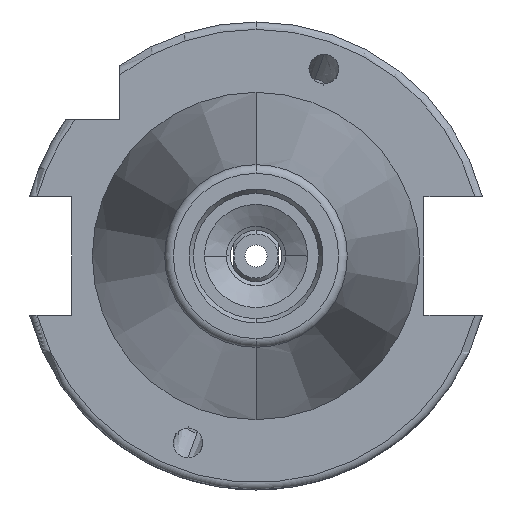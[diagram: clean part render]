
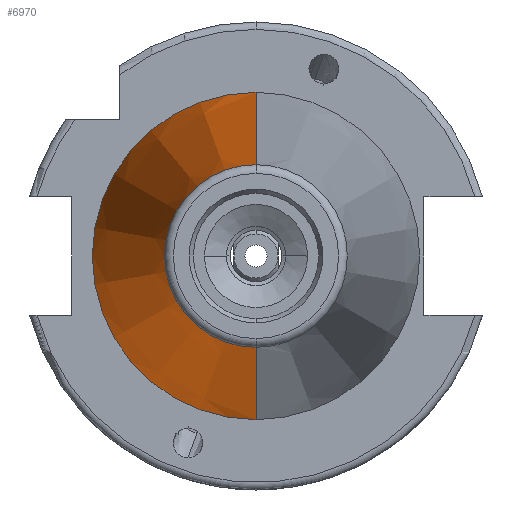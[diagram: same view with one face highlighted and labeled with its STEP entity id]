
A CAD part, left-side view. The second image highlights one B-rep face of the part: STEP entity #6970.
In plain terms, the highlighted conical face has half-angle 8.297 degrees and reference radius 22.225 mm.
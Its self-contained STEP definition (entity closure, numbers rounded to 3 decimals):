
#154 = VERTEX_POINT ( 'NONE', #1465 ) ;
#309 = AXIS2_PLACEMENT_3D ( 'NONE', #4603, #7214, #8558 ) ;
#755 = VERTEX_POINT ( 'NONE', #1990 ) ;
#1268 = CARTESIAN_POINT ( 'NONE',  ( -67.373, -12.4, 0. ) ) ;
#1391 = EDGE_CURVE ( 'NONE', #154, #8124, #2472, .T. ) ;
#1465 = CARTESIAN_POINT ( 'NONE',  ( 0., -22.225, 0. ) ) ;
#1762 = LINE ( 'NONE', #3259, #1764 ) ;
#1764 = VECTOR ( 'NONE', #3425, 1000. ) ;
#1812 = VERTEX_POINT ( 'NONE', #1268 ) ;
#1990 = CARTESIAN_POINT ( 'NONE',  ( -67.373, 12.4, 0. ) ) ;
#2082 = FACE_OUTER_BOUND ( 'NONE', #2634, .T. ) ;
#2472 = CIRCLE ( 'NONE', #7184, 22.225 ) ;
#2634 = EDGE_LOOP ( 'NONE', ( #4492, #4459, #4369, #4285 ) ) ;
#3141 = EDGE_CURVE ( 'NONE', #1812, #154, #8051, .T. ) ;
#3259 = CARTESIAN_POINT ( 'NONE',  ( 0., 22.225, 0. ) ) ;
#3425 = DIRECTION ( 'NONE',  ( 0.99, 0.144, 0. ) ) ;
#3508 = CIRCLE ( 'NONE', #7052, 12.4 ) ;
#3821 = DIRECTION ( 'NONE',  ( 0., -1., 0. ) ) ;
#3875 = DIRECTION ( 'NONE',  ( 0.99, -0.144, 0. ) ) ;
#3877 = DIRECTION ( 'NONE',  ( -1., 0., 0. ) ) ;
#3902 = CARTESIAN_POINT ( 'NONE',  ( 0., -22.225, 0. ) ) ;
#3931 = CARTESIAN_POINT ( 'NONE',  ( 0., 0., 0. ) ) ;
#4285 = ORIENTED_EDGE ( 'NONE', *, *, #5504, .F. ) ;
#4369 = ORIENTED_EDGE ( 'NONE', *, *, #1391, .T. ) ;
#4459 = ORIENTED_EDGE ( 'NONE', *, *, #3141, .T. ) ;
#4492 = ORIENTED_EDGE ( 'NONE', *, *, #4700, .F. ) ;
#4578 = CONICAL_SURFACE ( 'NONE', #309, 22.225, 0.145 ) ;
#4603 = CARTESIAN_POINT ( 'NONE',  ( 0., 0., 0. ) ) ;
#4700 = EDGE_CURVE ( 'NONE', #1812, #755, #3508, .T. ) ;
#5504 = EDGE_CURVE ( 'NONE', #755, #8124, #1762, .T. ) ;
#6043 = DIRECTION ( 'NONE',  ( 0., -1., 0. ) ) ;
#6063 = DIRECTION ( 'NONE',  ( -1., 0., 0. ) ) ;
#6075 = CARTESIAN_POINT ( 'NONE',  ( -67.373, 0., 0. ) ) ;
#6970 = ADVANCED_FACE ( 'NONE', ( #2082 ), #4578, .T. ) ;
#7052 = AXIS2_PLACEMENT_3D ( 'NONE', #6075, #6063, #6043 ) ;
#7184 = AXIS2_PLACEMENT_3D ( 'NONE', #3931, #3877, #3821 ) ;
#7214 = DIRECTION ( 'NONE',  ( 1., 0., 0. ) ) ;
#7699 = CARTESIAN_POINT ( 'NONE',  ( 0., 22.225, 0. ) ) ;
#7745 = VECTOR ( 'NONE', #3875, 1000. ) ;
#8051 = LINE ( 'NONE', #3902, #7745 ) ;
#8124 = VERTEX_POINT ( 'NONE', #7699 ) ;
#8558 = DIRECTION ( 'NONE',  ( 0., 1., 0. ) ) ;
